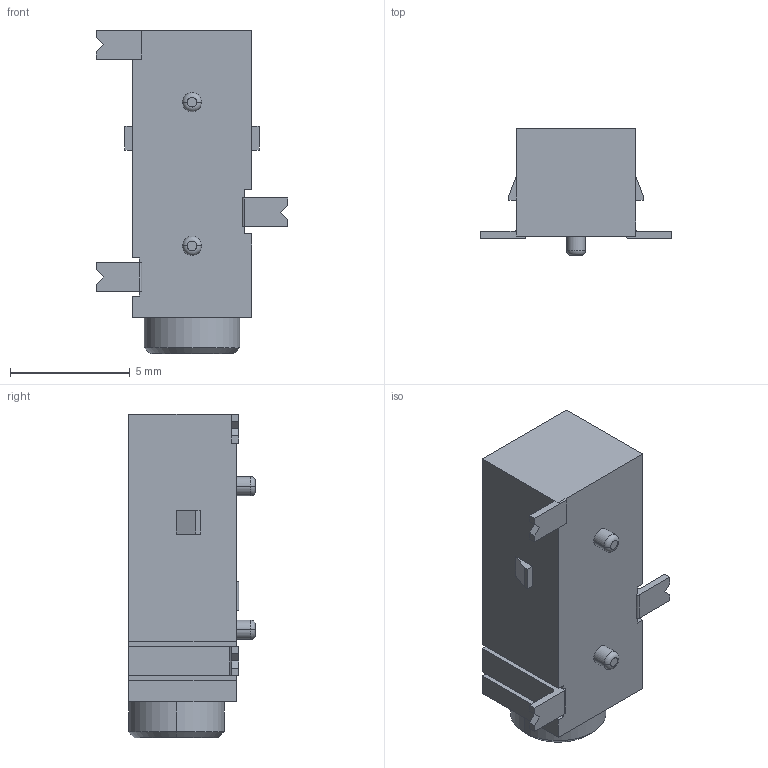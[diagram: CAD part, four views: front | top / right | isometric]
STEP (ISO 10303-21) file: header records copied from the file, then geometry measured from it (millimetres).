
FILE_DESCRIPTION (( 'STEP AP214' ), '1' );
FILE_NAME ('CUI_SJ-2523-SMT-TR.step', '2018-03-02T20:27:04', ( '' ), ( '' ), 'SwSTEP 2.0', 'SolidWorks 2018', '' );
FILE_SCHEMA (( 'AUTOMOTIVE_DESIGN' ));
Length unit declared in the file: millimetre
Products named in the file (1): CUI_SJ-2523-SMT-TR
Bounding box: 8 x 5.3 x 13.5 mm (x, y, z)
Volume: 282.5 mm3; surface area: 330.8 mm2
Topology: 1 solids, 1 shells, 77 faces, 198 edges, 128 vertices
Faces by surface type: plane 59, cylinder 12, torus 4, cone 2
Entity records: 2730 total; most frequent: CARTESIAN_POINT 404, ORIENTED_EDGE 396, DIRECTION 389, EDGE_CURVE 198, VECTOR 163, LINE 163, VERTEX_POINT 128, AXIS2_PLACEMENT_3D 113
